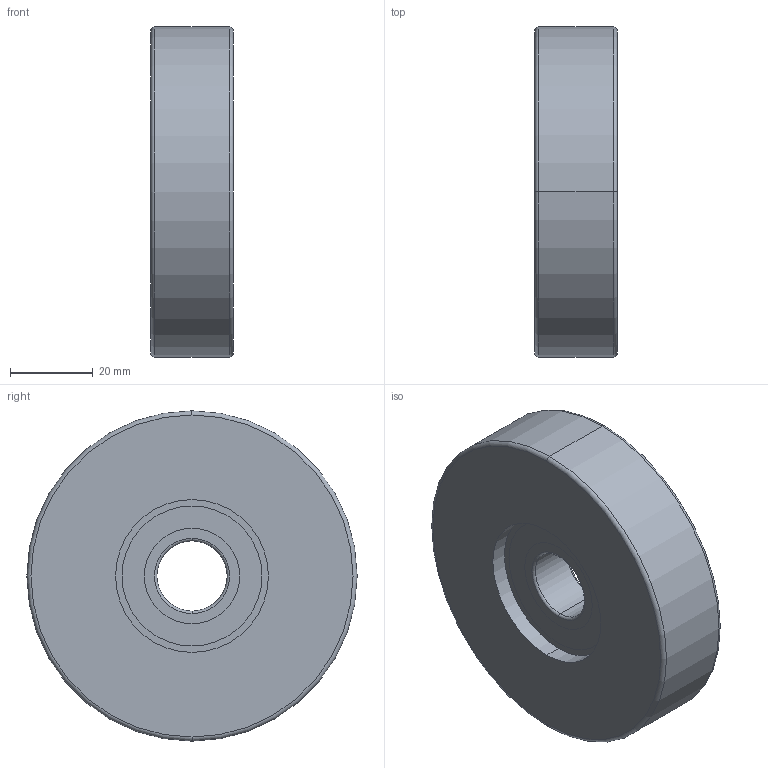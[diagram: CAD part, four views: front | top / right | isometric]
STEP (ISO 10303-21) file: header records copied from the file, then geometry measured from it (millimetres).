
FILE_DESCRIPTION (( 'STEP AP214' ), '1' );
FILE_NAME ('0035249.step', '2022-04-13T08:39:54', ( '' ), ( '' ), 'SwSTEP 2.0', 'SolidWorks 2020', '' );
FILE_SCHEMA (( 'AUTOMOTIVE_DESIGN' ));
Length unit declared in the file: millimetre
Products named in the file (1): 0035249
Bounding box: 20 x 80 x 80 mm (x, y, z)
Volume: 87376.9 mm3; surface area: 25243.8 mm2
Topology: 6 solids, 6 shells, 78 faces, 156 edges, 94 vertices
Faces by surface type: cylinder 36, torus 26, plane 16
Entity records: 3021 total; most frequent: DIRECTION 434, CARTESIAN_POINT 329, ORIENTED_EDGE 312, AXIS2_PLACEMENT_3D 199, EDGE_CURVE 156, CIRCLE 120, EDGE_LOOP 94, VERTEX_POINT 94
